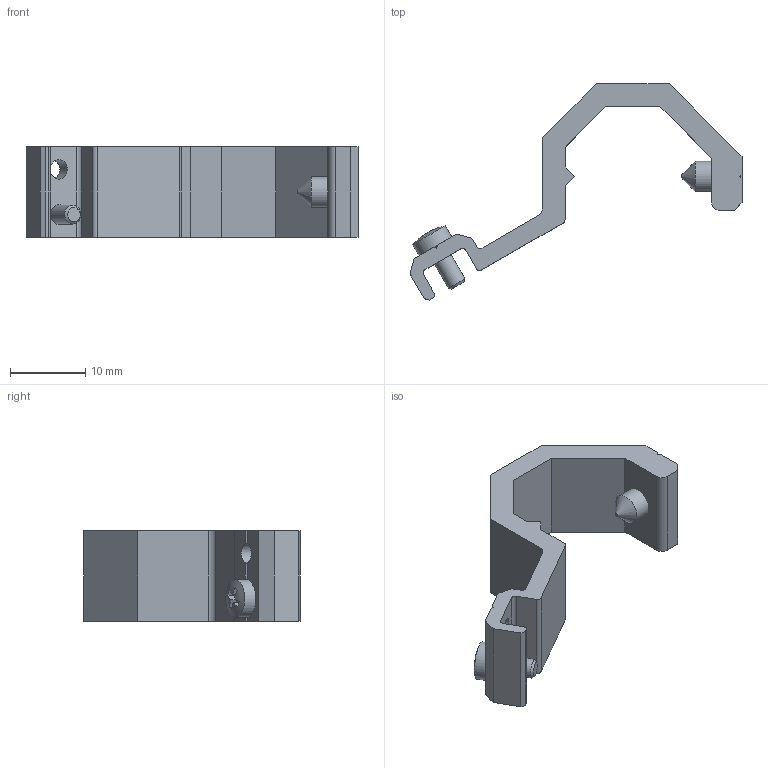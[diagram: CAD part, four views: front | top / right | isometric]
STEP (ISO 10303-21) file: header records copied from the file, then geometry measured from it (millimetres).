
FILE_DESCRIPTION(/* description */ ('STAFFA x SENSORI SLIM CILINDRI Ø80-100'),/* implementation_level */ '2;1');
FILE_NAME(/* name */ '1320_CS.stp',/* time_stamp */ '2017-11-23T09:39:40+01:00',/* author */ ('Maniean1'),/* organization */ (''),/* preprocessor_version */ 'ST-DEVELOPER v16.5',/* originating_system */ 'Autodesk Inventor 2017',/* authorisation */ '');
FILE_SCHEMA (('AUTOMOTIVE_DESIGN { 1 0 10303 214 3 1 1 }'));
Length unit declared in the file: millimetre
Products named in the file (4): 1320.CS; 1320_CS; GC4x8; TCTCR2.5x6
Assembly tree (3 placements, depth 2):
  1320.CS
    1320_CS
    GC4x8
    TCTCR2.5x6
Bounding box: 44.09 x 28.73 x 12 mm (x, y, z)
Volume: 2499.4 mm3; surface area: 2478.8 mm2
Topology: 3 solids, 3 shells, 84 faces, 232 edges, 153 vertices
Faces by surface type: plane 65, cylinder 14, cone 4, sphere 1
Full cylindrical faces by diameter (mm): 2.5 x1, 2.6 x2, 3.242 x1, 4 x1, 5 x1
Entity records: 2712 total; most frequent: CARTESIAN_POINT 465, DIRECTION 450, ORIENTED_EDGE 434, EDGE_CURVE 217, LINE 158, VECTOR 158, VERTEX_POINT 149, AXIS2_PLACEMENT_3D 146
